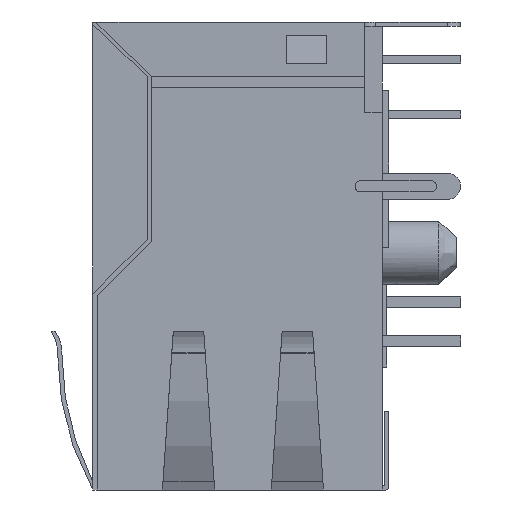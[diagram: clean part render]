
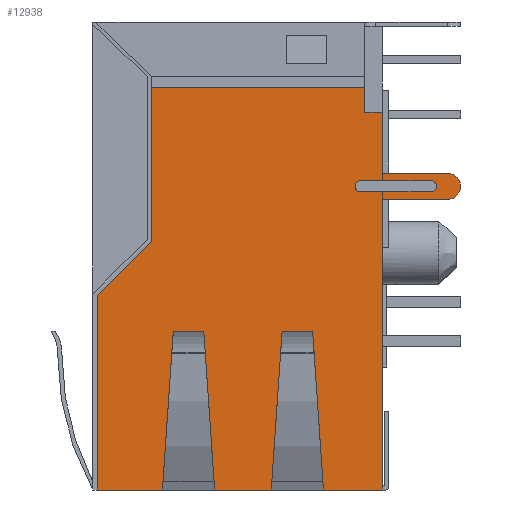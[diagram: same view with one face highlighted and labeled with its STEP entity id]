
A CAD part, left-side view. The second image highlights one B-rep face of the part: STEP entity #12938.
In plain terms, the highlighted planar face has unit normal (-1, 0, 0).
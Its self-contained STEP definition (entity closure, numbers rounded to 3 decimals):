
#345=DIRECTION('',(0.,-1.,0.));
#346=VECTOR('',#345,3.);
#347=CARTESIAN_POINT('',(-29.56,6.45,0.));
#348=LINE('',#347,#346);
#353=DIRECTION('',(0.,-1.,0.));
#354=VECTOR('',#353,2.6);
#355=CARTESIAN_POINT('',(-29.56,1.05,0.));
#356=LINE('',#355,#354);
#361=DIRECTION('',(0.,-1.,0.));
#362=VECTOR('',#361,2.7);
#363=CARTESIAN_POINT('',(-29.56,-3.95,0.));
#364=LINE('',#363,#362);
#1841=DIRECTION('',(0.,0.,1.));
#1842=VECTOR('',#1841,13.35);
#1843=CARTESIAN_POINT('',(-29.56,-6.65,0.));
#1844=LINE('',#1843,#1842);
#1857=DIRECTION('',(0.,0.,1.));
#1858=VECTOR('',#1857,2.8);
#1859=CARTESIAN_POINT('',(-29.56,-6.65,14.55));
#1860=LINE('',#1859,#1858);
#3771=CARTESIAN_POINT('',(-29.56,-5.65,13.95));
#3772=DIRECTION('',(1.,0.,0.));
#3773=DIRECTION('',(0.,0.,-1.));
#3774=AXIS2_PLACEMENT_3D('',#3771,#3772,#3773);
#3776=DIRECTION('',(0.,1.,0.));
#3777=VECTOR('',#3776,3.25);
#3778=CARTESIAN_POINT('',(-29.56,-8.9,13.7));
#3779=LINE('',#3778,#3777);
#3780=CARTESIAN_POINT('',(-29.56,-8.9,13.95));
#3781=DIRECTION('',(1.,0.,0.));
#3782=DIRECTION('',(0.,0.,1.));
#3783=AXIS2_PLACEMENT_3D('',#3780,#3781,#3782);
#3785=DIRECTION('',(0.,-1.,0.));
#3786=VECTOR('',#3785,3.25);
#3787=CARTESIAN_POINT('',(-29.56,-5.65,14.2));
#3788=LINE('',#3787,#3786);
#3789=DIRECTION('',(0.,-0.068,-0.998));
#3790=VECTOR('',#3789,0.378);
#3791=CARTESIAN_POINT('',(-29.56,-3.924,0.377));
#3792=LINE('',#3791,#3790);
#3793=DIRECTION('',(0.,1.,0.));
#3794=VECTOR('',#3793,2.348);
#3795=CARTESIAN_POINT('',(-29.56,-3.924,0.377));
#3796=LINE('',#3795,#3794);
#3797=DIRECTION('',(0.,-0.068,0.998));
#3798=VECTOR('',#3797,0.378);
#3799=CARTESIAN_POINT('',(-29.56,-1.55,0.));
#3800=LINE('',#3799,#3798);
#3801=DIRECTION('',(0.,-0.068,-0.998));
#3802=VECTOR('',#3801,0.378);
#3803=CARTESIAN_POINT('',(-29.56,1.076,0.377));
#3804=LINE('',#3803,#3802);
#3805=DIRECTION('',(0.,1.,0.));
#3806=VECTOR('',#3805,2.348);
#3807=CARTESIAN_POINT('',(-29.56,1.076,0.377));
#3808=LINE('',#3807,#3806);
#3809=DIRECTION('',(0.,-0.068,0.998));
#3810=VECTOR('',#3809,0.378);
#3811=CARTESIAN_POINT('',(-29.56,3.45,0.));
#3812=LINE('',#3811,#3810);
#3813=DIRECTION('',(0.,0.,1.));
#3814=VECTOR('',#3813,8.917);
#3815=CARTESIAN_POINT('',(-29.56,6.45,0.));
#3816=LINE('',#3815,#3814);
#3817=DIRECTION('',(0.,1.,0.));
#3818=VECTOR('',#3817,9.8);
#3819=CARTESIAN_POINT('',(-29.56,-5.85,18.5));
#3820=LINE('',#3819,#3818);
#3821=DIRECTION('',(0.,0.,-1.));
#3822=VECTOR('',#3821,1.15);
#3823=CARTESIAN_POINT('',(-29.56,-5.85,18.5));
#3824=LINE('',#3823,#3822);
#3825=DIRECTION('',(0.,1.,0.));
#3826=VECTOR('',#3825,0.8);
#3827=CARTESIAN_POINT('',(-29.56,-6.65,17.35));
#3828=LINE('',#3827,#3826);
#3829=DIRECTION('',(0.,-1.,0.));
#3830=VECTOR('',#3829,3.);
#3831=CARTESIAN_POINT('',(-29.56,-6.65,14.55));
#3832=LINE('',#3831,#3830);
#3833=CARTESIAN_POINT('',(-29.56,-9.65,13.95));
#3834=DIRECTION('',(1.,0.,0.));
#3835=DIRECTION('',(0.,0.,1.));
#3836=AXIS2_PLACEMENT_3D('',#3833,#3834,#3835);
#3838=DIRECTION('',(0.,1.,0.));
#3839=VECTOR('',#3838,3.);
#3840=CARTESIAN_POINT('',(-29.56,-9.65,13.35));
#3841=LINE('',#3840,#3839);
#3870=DIRECTION('',(0.,0.,-1.));
#3871=VECTOR('',#3870,7.083);
#3872=CARTESIAN_POINT('',(-29.56,3.95,18.5));
#3873=LINE('',#3872,#3871);
#3906=DIRECTION('',(0.,0.707,-0.707));
#3907=VECTOR('',#3906,3.536);
#3908=CARTESIAN_POINT('',(-29.56,3.95,11.417));
#3909=LINE('',#3908,#3907);
#4078=CARTESIAN_POINT('',(-29.56,3.45,0.));
#4084=CARTESIAN_POINT('',(-29.56,1.05,0.));
#4090=CARTESIAN_POINT('',(-29.56,3.424,0.377));
#4096=CARTESIAN_POINT('',(-29.56,1.076,0.377));
#6425=CARTESIAN_POINT('',(-29.56,-6.65,0.));
#6426=VERTEX_POINT('',#6425);
#6869=CARTESIAN_POINT('',(-29.56,3.95,11.417));
#6871=VERTEX_POINT('',#6869);
#6873=CARTESIAN_POINT('',(-29.56,6.45,8.917));
#6874=VERTEX_POINT('',#6873);
#6887=CARTESIAN_POINT('',(-29.56,-5.85,17.35));
#6888=VERTEX_POINT('',#6887);
#6891=CARTESIAN_POINT('',(-29.56,6.45,0.));
#6892=VERTEX_POINT('',#6891);
#6905=CARTESIAN_POINT('',(-29.56,3.95,18.5));
#6906=VERTEX_POINT('',#6905);
#6909=CARTESIAN_POINT('',(-29.56,-6.65,17.35));
#6910=VERTEX_POINT('',#6909);
#6915=CARTESIAN_POINT('',(-29.56,-5.85,18.5));
#6916=VERTEX_POINT('',#6915);
#6933=CARTESIAN_POINT('',(-29.56,-9.65,14.55));
#6934=CARTESIAN_POINT('',(-29.56,-9.65,13.35));
#6935=VERTEX_POINT('',#6933);
#6936=VERTEX_POINT('',#6934);
#6941=CARTESIAN_POINT('',(-29.56,-6.65,14.55));
#6942=VERTEX_POINT('',#6941);
#6943=CARTESIAN_POINT('',(-29.56,-6.65,13.35));
#6944=VERTEX_POINT('',#6943);
#6957=CARTESIAN_POINT('',(-29.56,-5.65,13.7));
#6958=VERTEX_POINT('',#6957);
#6959=CARTESIAN_POINT('',(-29.56,-5.65,14.2));
#6960=VERTEX_POINT('',#6959);
#6961=CARTESIAN_POINT('',(-29.56,-8.9,14.2));
#6962=VERTEX_POINT('',#6961);
#6963=CARTESIAN_POINT('',(-29.56,-8.9,13.7));
#6964=VERTEX_POINT('',#6963);
#8125=VERTEX_POINT('',#4090);
#8126=VERTEX_POINT('',#4096);
#8127=VERTEX_POINT('',#4078);
#8129=VERTEX_POINT('',#4084);
#8131=CARTESIAN_POINT('',(-29.56,-1.55,0.));
#8132=CARTESIAN_POINT('',(-29.56,-1.576,0.377));
#8133=VERTEX_POINT('',#8131);
#8134=VERTEX_POINT('',#8132);
#8135=CARTESIAN_POINT('',(-29.56,-3.924,0.377));
#8136=CARTESIAN_POINT('',(-29.56,-3.95,0.));
#8137=VERTEX_POINT('',#8135);
#8138=VERTEX_POINT('',#8136);
#12887=CARTESIAN_POINT('',(-29.56,6.65,0.));
#12888=DIRECTION('',(-1.,0.,0.));
#12889=DIRECTION('',(0.,-1.,0.));
#12890=AXIS2_PLACEMENT_3D('',#12887,#12888,#12889);
#12891=PLANE('',#12890);
#12892=ORIENTED_EDGE('',*,*,#8364,.F.);
#12894=ORIENTED_EDGE('',*,*,#12893,.F.);
#12896=ORIENTED_EDGE('',*,*,#12895,.T.);
#12898=ORIENTED_EDGE('',*,*,#12897,.F.);
#12899=ORIENTED_EDGE('',*,*,#8360,.F.);
#12901=ORIENTED_EDGE('',*,*,#12900,.F.);
#12903=ORIENTED_EDGE('',*,*,#12902,.T.);
#12905=ORIENTED_EDGE('',*,*,#12904,.F.);
#12906=ORIENTED_EDGE('',*,*,#8356,.F.);
#12908=ORIENTED_EDGE('',*,*,#12907,.T.);
#12910=ORIENTED_EDGE('',*,*,#12909,.F.);
#12912=ORIENTED_EDGE('',*,*,#12911,.F.);
#12914=ORIENTED_EDGE('',*,*,#12913,.F.);
#12915=ORIENTED_EDGE('',*,*,#10739,.T.);
#12917=ORIENTED_EDGE('',*,*,#12916,.F.);
#12918=ORIENTED_EDGE('',*,*,#10813,.F.);
#12920=ORIENTED_EDGE('',*,*,#12919,.T.);
#12922=ORIENTED_EDGE('',*,*,#12921,.T.);
#12924=ORIENTED_EDGE('',*,*,#12923,.T.);
#12925=ORIENTED_EDGE('',*,*,#10805,.F.);
#12926=EDGE_LOOP('',(#12892,#12894,#12896,#12898,#12899,#12901,#12903,#12905,
#12906,#12908,#12910,#12912,#12914,#12915,#12917,#12918,#12920,#12922,#12924,
#12925));
#12927=FACE_OUTER_BOUND('',#12926,.F.);
#12929=ORIENTED_EDGE('',*,*,#12928,.F.);
#12931=ORIENTED_EDGE('',*,*,#12930,.F.);
#12933=ORIENTED_EDGE('',*,*,#12932,.F.);
#12935=ORIENTED_EDGE('',*,*,#12934,.F.);
#12936=EDGE_LOOP('',(#12929,#12931,#12933,#12935));
#12937=FACE_BOUND('',#12936,.F.);
#3775=CIRCLE('',#3774,0.25);
#3784=CIRCLE('',#3783,0.25);
#3837=CIRCLE('',#3836,0.6);
#8356=EDGE_CURVE('',#6892,#8127,#348,.T.);
#8360=EDGE_CURVE('',#8129,#8133,#356,.T.);
#8364=EDGE_CURVE('',#8138,#6426,#364,.T.);
#10739=EDGE_CURVE('',#6916,#6888,#3824,.T.);
#10805=EDGE_CURVE('',#6426,#6944,#1844,.T.);
#10813=EDGE_CURVE('',#6942,#6910,#1860,.T.);
#12893=EDGE_CURVE('',#8137,#8138,#3792,.T.);
#12895=EDGE_CURVE('',#8137,#8134,#3796,.T.);
#12897=EDGE_CURVE('',#8133,#8134,#3800,.T.);
#12900=EDGE_CURVE('',#8126,#8129,#3804,.T.);
#12902=EDGE_CURVE('',#8126,#8125,#3808,.T.);
#12904=EDGE_CURVE('',#8127,#8125,#3812,.T.);
#12907=EDGE_CURVE('',#6892,#6874,#3816,.T.);
#12909=EDGE_CURVE('',#6871,#6874,#3909,.T.);
#12911=EDGE_CURVE('',#6906,#6871,#3873,.T.);
#12913=EDGE_CURVE('',#6916,#6906,#3820,.T.);
#12916=EDGE_CURVE('',#6910,#6888,#3828,.T.);
#12919=EDGE_CURVE('',#6942,#6935,#3832,.T.);
#12921=EDGE_CURVE('',#6935,#6936,#3837,.T.);
#12923=EDGE_CURVE('',#6936,#6944,#3841,.T.);
#12928=EDGE_CURVE('',#6958,#6960,#3775,.T.);
#12930=EDGE_CURVE('',#6964,#6958,#3779,.T.);
#12932=EDGE_CURVE('',#6962,#6964,#3784,.T.);
#12934=EDGE_CURVE('',#6960,#6962,#3788,.T.);
#12938=ADVANCED_FACE('',(#12927,#12937),#12891,.T.);
